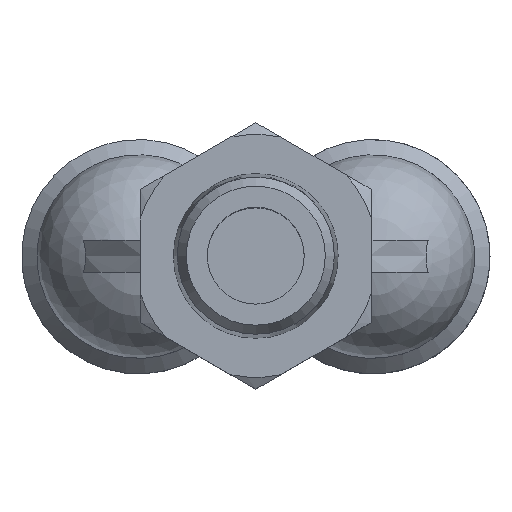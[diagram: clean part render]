
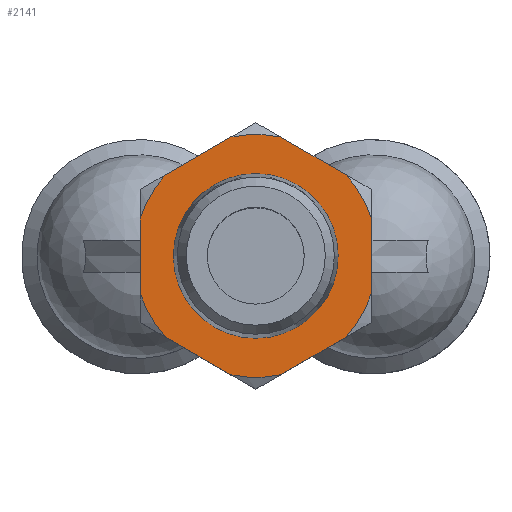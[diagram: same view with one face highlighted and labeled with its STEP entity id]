
A CAD part, top view. The second image highlights one B-rep face of the part: STEP entity #2141.
In plain terms, the highlighted planar face has unit normal (0, 0, 1).
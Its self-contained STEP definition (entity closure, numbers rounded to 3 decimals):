
#224=CIRCLE('',#2309,5.098);
#225=CIRCLE('',#2311,7.521);
#226=CIRCLE('',#2312,7.521);
#227=CIRCLE('',#2313,7.521);
#228=CIRCLE('',#2314,7.521);
#229=CIRCLE('',#2315,7.521);
#230=CIRCLE('',#2316,7.521);
#566=ORIENTED_EDGE('',*,*,#836,.F.);
#567=ORIENTED_EDGE('',*,*,#787,.F.);
#568=ORIENTED_EDGE('',*,*,#837,.T.);
#569=ORIENTED_EDGE('',*,*,#831,.F.);
#570=ORIENTED_EDGE('',*,*,#838,.T.);
#571=ORIENTED_EDGE('',*,*,#823,.F.);
#572=ORIENTED_EDGE('',*,*,#839,.T.);
#573=ORIENTED_EDGE('',*,*,#814,.F.);
#574=ORIENTED_EDGE('',*,*,#840,.T.);
#575=ORIENTED_EDGE('',*,*,#805,.F.);
#576=ORIENTED_EDGE('',*,*,#841,.T.);
#577=ORIENTED_EDGE('',*,*,#796,.F.);
#578=ORIENTED_EDGE('',*,*,#842,.T.);
#787=EDGE_CURVE('',#956,#957,#1035,.T.);
#796=EDGE_CURVE('',#963,#964,#1038,.T.);
#805=EDGE_CURVE('',#970,#971,#1041,.T.);
#814=EDGE_CURVE('',#977,#978,#1044,.T.);
#823=EDGE_CURVE('',#984,#985,#1047,.T.);
#831=EDGE_CURVE('',#989,#990,#1049,.T.);
#836=EDGE_CURVE('',#994,#994,#224,.T.);
#837=EDGE_CURVE('',#956,#990,#225,.T.);
#838=EDGE_CURVE('',#989,#985,#226,.T.);
#839=EDGE_CURVE('',#984,#978,#227,.T.);
#840=EDGE_CURVE('',#977,#971,#228,.T.);
#841=EDGE_CURVE('',#970,#964,#229,.T.);
#842=EDGE_CURVE('',#963,#957,#230,.T.);
#956=VERTEX_POINT('',#3189);
#957=VERTEX_POINT('',#3191);
#963=VERTEX_POINT('',#3224);
#964=VERTEX_POINT('',#3226);
#970=VERTEX_POINT('',#3259);
#971=VERTEX_POINT('',#3261);
#977=VERTEX_POINT('',#3294);
#978=VERTEX_POINT('',#3296);
#984=VERTEX_POINT('',#3329);
#985=VERTEX_POINT('',#3331);
#989=VERTEX_POINT('',#3361);
#990=VERTEX_POINT('',#3363);
#994=VERTEX_POINT('',#3378);
#1035=LINE('',#3190,#1081);
#1038=LINE('',#3225,#1084);
#1041=LINE('',#3260,#1087);
#1044=LINE('',#3295,#1090);
#1047=LINE('',#3330,#1093);
#1049=LINE('',#3362,#1095);
#1081=VECTOR('',#2637,1000.);
#1084=VECTOR('',#2642,1000.);
#1087=VECTOR('',#2647,1000.);
#1090=VECTOR('',#2652,1000.);
#1093=VECTOR('',#2657,1000.);
#1095=VECTOR('',#2661,1000.);
#1189=EDGE_LOOP('',(#566));
#1190=EDGE_LOOP('',(#567,#568,#569,#570,#571,#572,#573,#574,#575,#576,#577,
#578));
#1323=FACE_BOUND('',#1189,.T.);
#1324=FACE_BOUND('',#1190,.T.);
#1389=PLANE('',#2310);
#2141=ADVANCED_FACE('',(#1323,#1324),#1389,.F.);
#2309=AXIS2_PLACEMENT_3D('',#3377,#2674,#2675);
#2310=AXIS2_PLACEMENT_3D('',#3379,#2676,#2677);
#2311=AXIS2_PLACEMENT_3D('',#3380,#2678,#2679);
#2312=AXIS2_PLACEMENT_3D('',#3381,#2680,#2681);
#2313=AXIS2_PLACEMENT_3D('',#3382,#2682,#2683);
#2314=AXIS2_PLACEMENT_3D('',#3383,#2684,#2685);
#2315=AXIS2_PLACEMENT_3D('',#3384,#2686,#2687);
#2316=AXIS2_PLACEMENT_3D('',#3385,#2688,#2689);
#2637=DIRECTION('',(0.,1.,0.));
#2642=DIRECTION('',(0.866,0.5,0.));
#2647=DIRECTION('',(0.866,-0.5,0.));
#2652=DIRECTION('',(0.,-1.,0.));
#2657=DIRECTION('',(-0.866,-0.5,0.));
#2661=DIRECTION('',(-0.866,0.5,0.));
#2674=DIRECTION('',(0.,0.,1.));
#2675=DIRECTION('',(1.,0.,0.));
#2676=DIRECTION('',(0.,0.,-1.));
#2677=DIRECTION('',(-1.,0.,0.));
#2678=DIRECTION('',(0.,0.,1.));
#2679=DIRECTION('',(1.,0.,0.));
#2680=DIRECTION('',(0.,0.,1.));
#2681=DIRECTION('',(1.,0.,0.));
#2682=DIRECTION('',(0.,0.,1.));
#2683=DIRECTION('',(1.,0.,0.));
#2684=DIRECTION('',(0.,0.,1.));
#2685=DIRECTION('',(1.,0.,0.));
#2686=DIRECTION('',(0.,0.,1.));
#2687=DIRECTION('',(1.,0.,0.));
#2688=DIRECTION('',(0.,0.,1.));
#2689=DIRECTION('',(1.,0.,0.));
#3189=CARTESIAN_POINT('',(-7.145,-2.348,40.8));
#3190=CARTESIAN_POINT('',(-7.145,0.,40.8));
#3191=CARTESIAN_POINT('',(-7.145,2.348,40.8));
#3224=CARTESIAN_POINT('',(-5.606,5.014,40.8));
#3225=CARTESIAN_POINT('',(2.068,9.444,40.8));
#3226=CARTESIAN_POINT('',(-1.539,7.362,40.8));
#3259=CARTESIAN_POINT('',(1.539,7.362,40.8));
#3260=CARTESIAN_POINT('',(9.213,2.931,40.8));
#3261=CARTESIAN_POINT('',(5.606,5.014,40.8));
#3294=CARTESIAN_POINT('',(7.145,2.348,40.8));
#3295=CARTESIAN_POINT('',(7.145,0.,40.8));
#3296=CARTESIAN_POINT('',(7.145,-2.348,40.8));
#3329=CARTESIAN_POINT('',(5.606,-5.014,40.8));
#3330=CARTESIAN_POINT('',(9.213,-2.931,40.8));
#3331=CARTESIAN_POINT('',(1.539,-7.362,40.8));
#3361=CARTESIAN_POINT('',(-1.539,-7.362,40.8));
#3362=CARTESIAN_POINT('',(2.068,-9.444,40.8));
#3363=CARTESIAN_POINT('',(-5.606,-5.014,40.8));
#3377=CARTESIAN_POINT('',(0.,0.,40.8));
#3378=CARTESIAN_POINT('',(5.098,0.,40.8));
#3379=CARTESIAN_POINT('',(7.521,0.,40.8));
#3380=CARTESIAN_POINT('',(0.,0.,40.8));
#3381=CARTESIAN_POINT('',(0.,0.,40.8));
#3382=CARTESIAN_POINT('',(0.,0.,40.8));
#3383=CARTESIAN_POINT('',(0.,0.,40.8));
#3384=CARTESIAN_POINT('',(0.,0.,40.8));
#3385=CARTESIAN_POINT('',(0.,0.,40.8));
